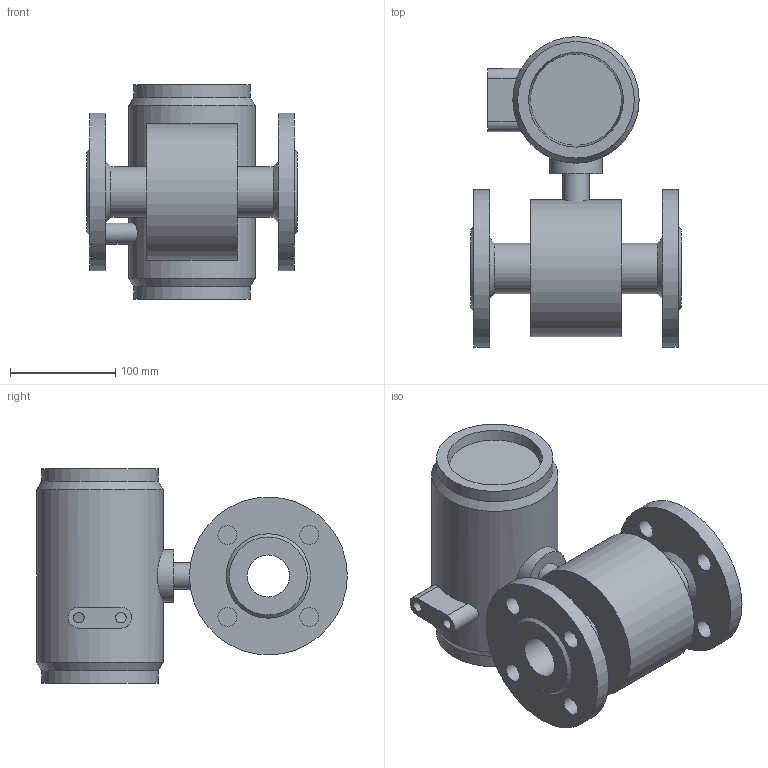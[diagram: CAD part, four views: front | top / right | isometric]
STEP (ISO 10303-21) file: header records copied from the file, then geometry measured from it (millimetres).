
FILE_DESCRIPTION(/* description */ (''),/* implementation_level */ '2;1');
FILE_NAME(/* name */ '_3D_FM200-DN40-F-口径DN40一体式.stp',/* time_stamp */ '2023-08-22T16:34:43+08:00',/* author */ (''),/* organization */ (''),/* preprocessor_version */ 'ST-DEVELOPER v16.7',/* originating_system */ 'SIEMENS PLM Software NX 12.0',/* authorisation */ '');
FILE_SCHEMA (('AUTOMOTIVE_DESIGN { 1 0 10303 214 3 1 1 1 }'));
Length unit declared in the file: millimetre
Products named in the file (1): Mayn2ED8C75Crrzr
Bounding box: 200 x 295 x 204 mm (x, y, z)
Volume: 3753797.2 mm3; surface area: 285512.7 mm2
Topology: 1 solids, 1 shells, 49 faces, 110 edges, 76 vertices
Faces by surface type: cylinder 25, plane 16, cone 8
Full cylindrical faces by diameter (mm): 10 x2, 18 x8, 25 x1, 40 x1, 48 x2, 50 x1, 110.762 x2, 120 x1, 130 x1, 150 x2
Entity records: 1268 total; most frequent: CARTESIAN_POINT 280, DIRECTION 210, ORIENTED_EDGE 128, EDGE_LOOP 110, FACE_BOUND 102, AXIS2_PLACEMENT_3D 102, EDGE_CURVE 64, VERTEX_POINT 60
